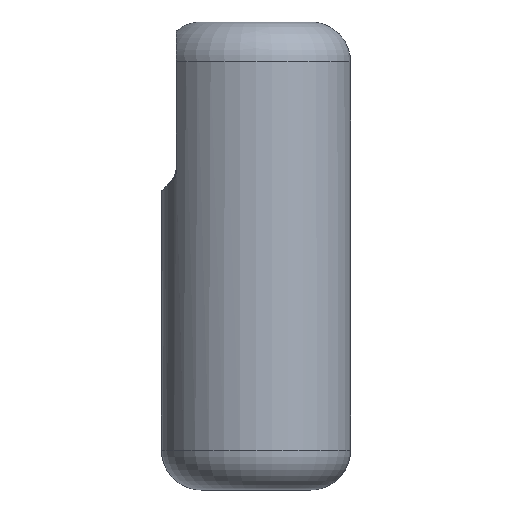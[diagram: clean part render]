
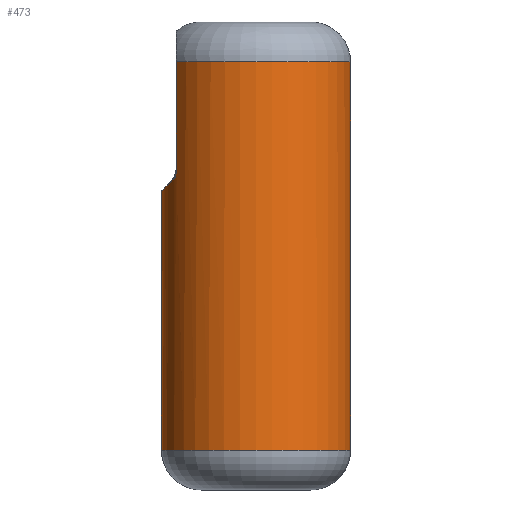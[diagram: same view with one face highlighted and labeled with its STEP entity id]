
A CAD part, left-side view. The second image highlights one B-rep face of the part: STEP entity #473.
In plain terms, the highlighted cylindrical face has radius 9.5 mm (diameter 19 mm), a full revolution.
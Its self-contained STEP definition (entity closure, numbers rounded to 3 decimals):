
#22=ELLIPSE('',#521,13.435,9.5);
#27=CYLINDRICAL_SURFACE('',#527,9.5);
#42=B_SPLINE_CURVE_WITH_KNOTS('',3,(#844,#845,#846,#847,#848,#849,#850,
#851,#852,#853,#854,#855,#856,#857,#858,#859,#860,#861),.UNSPECIFIED.,.F.,
 .F.,(4,2,2,2,2,2,2,2,4),(0.,0.051,0.081,0.094,
0.101,0.104,0.107,0.11,
0.111),.UNSPECIFIED.);
#43=B_SPLINE_CURVE_WITH_KNOTS('',3,(#864,#865,#866,#867,#868,#869,#870,
#871,#872,#873,#874,#875,#876,#877,#878,#879,#880,#881),.UNSPECIFIED.,.F.,
 .F.,(4,2,2,2,2,2,2,2,4),(0.,0.,0.003,
0.005,0.008,0.014,0.025,
0.05,0.094),.UNSPECIFIED.);
#44=B_SPLINE_CURVE_WITH_KNOTS('',3,(#897,#898,#899,#900,#901,#902,#903,
#904,#905,#906,#907,#908),.UNSPECIFIED.,.F.,.F.,(4,1,1,1,1,1,1,2,4),(0.,
0.354,0.531,0.707,0.884,
1.061,1.415,1.769,1.77),
 .UNSPECIFIED.);
#45=B_SPLINE_CURVE_WITH_KNOTS('',3,(#912,#913,#914,#915,#916,#917,#918,
#919,#920,#921),.UNSPECIFIED.,.F.,.F.,(4,2,1,1,1,1,4),(-0.002,
0.,0.354,0.707,1.061,1.415,
1.769),.UNSPECIFIED.);
#65=FACE_OUTER_BOUND('',#99,.T.);
#99=EDGE_LOOP('',(#349,#350,#351,#352,#353,#354,#355,#356,#357,#358,#359,
#360,#361,#362,#363,#364));
#130=LINE('',#754,#158);
#131=LINE('',#778,#159);
#133=LINE('',#891,#161);
#134=LINE('',#895,#162);
#135=LINE('',#923,#163);
#158=VECTOR('',#588,10.);
#159=VECTOR('',#589,10.);
#161=VECTOR('',#609,9.5);
#162=VECTOR('',#612,10.);
#163=VECTOR('',#615,10.);
#190=CIRCLE('',#525,9.5);
#191=CIRCLE('',#526,9.5);
#192=CIRCLE('',#528,9.5);
#193=CIRCLE('',#529,9.5);
#194=CIRCLE('',#530,9.5);
#218=VERTEX_POINT('',#739);
#219=VERTEX_POINT('',#740);
#220=VERTEX_POINT('',#753);
#221=VERTEX_POINT('',#755);
#223=VERTEX_POINT('',#843);
#224=VERTEX_POINT('',#862);
#226=VERTEX_POINT('',#885);
#227=VERTEX_POINT('',#890);
#228=VERTEX_POINT('',#892);
#229=VERTEX_POINT('',#894);
#230=VERTEX_POINT('',#896);
#231=VERTEX_POINT('',#909);
#232=VERTEX_POINT('',#911);
#233=VERTEX_POINT('',#922);
#260=EDGE_CURVE('',#220,#218,#130,.T.);
#262=EDGE_CURVE('',#219,#221,#131,.T.);
#265=EDGE_CURVE('',#223,#219,#42,.F.);
#266=EDGE_CURVE('',#224,#223,#22,.T.);
#267=EDGE_CURVE('',#224,#218,#43,.T.);
#270=EDGE_CURVE('',#226,#221,#190,.T.);
#271=EDGE_CURVE('',#220,#226,#191,.T.);
#272=EDGE_CURVE('',#226,#227,#133,.T.);
#273=EDGE_CURVE('',#228,#227,#192,.T.);
#274=EDGE_CURVE('',#228,#229,#134,.T.);
#275=EDGE_CURVE('',#230,#229,#44,.T.);
#276=EDGE_CURVE('',#231,#230,#193,.T.);
#277=EDGE_CURVE('',#232,#231,#45,.T.);
#278=EDGE_CURVE('',#233,#232,#135,.T.);
#279=EDGE_CURVE('',#227,#233,#194,.T.);
#349=ORIENTED_EDGE('',*,*,#262,.T.);
#350=ORIENTED_EDGE('',*,*,#270,.F.);
#351=ORIENTED_EDGE('',*,*,#272,.T.);
#352=ORIENTED_EDGE('',*,*,#273,.F.);
#353=ORIENTED_EDGE('',*,*,#274,.T.);
#354=ORIENTED_EDGE('',*,*,#275,.F.);
#355=ORIENTED_EDGE('',*,*,#276,.F.);
#356=ORIENTED_EDGE('',*,*,#277,.F.);
#357=ORIENTED_EDGE('',*,*,#278,.F.);
#358=ORIENTED_EDGE('',*,*,#279,.F.);
#359=ORIENTED_EDGE('',*,*,#272,.F.);
#360=ORIENTED_EDGE('',*,*,#271,.F.);
#361=ORIENTED_EDGE('',*,*,#260,.T.);
#362=ORIENTED_EDGE('',*,*,#267,.F.);
#363=ORIENTED_EDGE('',*,*,#266,.T.);
#364=ORIENTED_EDGE('',*,*,#265,.T.);
#473=ADVANCED_FACE('',(#65),#27,.T.);
#521=AXIS2_PLACEMENT_3D('',#863,#595,#596);
#525=AXIS2_PLACEMENT_3D('',#887,#603,#604);
#526=AXIS2_PLACEMENT_3D('',#888,#605,#606);
#527=AXIS2_PLACEMENT_3D('',#889,#607,#608);
#528=AXIS2_PLACEMENT_3D('',#893,#610,#611);
#529=AXIS2_PLACEMENT_3D('',#910,#613,#614);
#530=AXIS2_PLACEMENT_3D('',#924,#616,#617);
#588=DIRECTION('',(0.,0.,-1.));
#589=DIRECTION('',(0.,0.,1.));
#595=DIRECTION('center_axis',(0.,-0.707,-0.707));
#596=DIRECTION('ref_axis',(0.,-0.707,0.707));
#603=DIRECTION('center_axis',(0.,0.,1.));
#604=DIRECTION('ref_axis',(1.,0.,0.));
#605=DIRECTION('center_axis',(0.,0.,1.));
#606=DIRECTION('ref_axis',(1.,0.,0.));
#607=DIRECTION('center_axis',(0.,0.,1.));
#608=DIRECTION('ref_axis',(1.,0.,0.));
#609=DIRECTION('',(0.,0.,-1.));
#610=DIRECTION('center_axis',(0.,0.,-1.));
#611=DIRECTION('ref_axis',(-1.,0.,0.));
#612=DIRECTION('',(0.,0.,1.));
#613=DIRECTION('center_axis',(0.,0.,-1.));
#614=DIRECTION('ref_axis',(1.,0.,0.));
#615=DIRECTION('',(0.,0.,1.));
#616=DIRECTION('center_axis',(0.,0.,-1.));
#617=DIRECTION('ref_axis',(-1.,0.,0.));
#739=CARTESIAN_POINT('',(-5.123,8.,32.128));
#740=CARTESIAN_POINT('',(5.123,8.,32.128));
#753=CARTESIAN_POINT('',(-5.123,8.,43.));
#754=CARTESIAN_POINT('',(-5.123,8.,0.));
#755=CARTESIAN_POINT('',(5.123,8.,43.));
#778=CARTESIAN_POINT('',(5.123,8.,0.));
#843=CARTESIAN_POINT('',(4.775,8.213,31.287));
#844=CARTESIAN_POINT('Ctrl Pts',(5.123,8.,32.128));
#845=CARTESIAN_POINT('Ctrl Pts',(5.123,8.,31.957));
#846=CARTESIAN_POINT('Ctrl Pts',(5.096,8.017,31.8));
#847=CARTESIAN_POINT('Ctrl Pts',(5.021,8.065,31.587));
#848=CARTESIAN_POINT('Ctrl Pts',(4.984,8.088,31.511));
#849=CARTESIAN_POINT('Ctrl Pts',(4.918,8.128,31.417));
#850=CARTESIAN_POINT('Ctrl Pts',(4.896,8.141,31.39));
#851=CARTESIAN_POINT('Ctrl Pts',(4.861,8.162,31.354));
#852=CARTESIAN_POINT('Ctrl Pts',(4.849,8.169,31.342));
#853=CARTESIAN_POINT('Ctrl Pts',(4.83,8.181,31.326));
#854=CARTESIAN_POINT('Ctrl Pts',(4.823,8.184,31.32));
#855=CARTESIAN_POINT('Ctrl Pts',(4.81,8.192,31.31));
#856=CARTESIAN_POINT('Ctrl Pts',(4.803,8.196,31.305));
#857=CARTESIAN_POINT('Ctrl Pts',(4.79,8.204,31.296));
#858=CARTESIAN_POINT('Ctrl Pts',(4.783,8.208,31.292));
#859=CARTESIAN_POINT('Ctrl Pts',(4.776,8.212,31.288));
#860=CARTESIAN_POINT('Ctrl Pts',(4.775,8.213,31.287));
#861=CARTESIAN_POINT('Ctrl Pts',(4.775,8.213,31.287));
#862=CARTESIAN_POINT('',(-4.775,8.213,31.287));
#863=CARTESIAN_POINT('Origin',(0.,0.,39.5));
#864=CARTESIAN_POINT('Ctrl Pts',(-4.775,8.213,31.287));
#865=CARTESIAN_POINT('Ctrl Pts',(-4.775,8.213,31.287));
#866=CARTESIAN_POINT('Ctrl Pts',(-4.776,8.212,31.288));
#867=CARTESIAN_POINT('Ctrl Pts',(-4.783,8.208,31.292));
#868=CARTESIAN_POINT('Ctrl Pts',(-4.79,8.204,31.296));
#869=CARTESIAN_POINT('Ctrl Pts',(-4.803,8.196,31.305));
#870=CARTESIAN_POINT('Ctrl Pts',(-4.81,8.192,31.31));
#871=CARTESIAN_POINT('Ctrl Pts',(-4.823,8.184,31.32));
#872=CARTESIAN_POINT('Ctrl Pts',(-4.83,8.181,31.326));
#873=CARTESIAN_POINT('Ctrl Pts',(-4.849,8.169,31.342));
#874=CARTESIAN_POINT('Ctrl Pts',(-4.861,8.162,31.354));
#875=CARTESIAN_POINT('Ctrl Pts',(-4.896,8.141,31.39));
#876=CARTESIAN_POINT('Ctrl Pts',(-4.918,8.128,31.417));
#877=CARTESIAN_POINT('Ctrl Pts',(-4.984,8.088,31.511));
#878=CARTESIAN_POINT('Ctrl Pts',(-5.021,8.065,31.587));
#879=CARTESIAN_POINT('Ctrl Pts',(-5.096,8.017,31.8));
#880=CARTESIAN_POINT('Ctrl Pts',(-5.123,8.,31.957));
#881=CARTESIAN_POINT('Ctrl Pts',(-5.123,8.,32.128));
#885=CARTESIAN_POINT('',(-9.5,0.,43.));
#887=CARTESIAN_POINT('Origin',(0.,0.,43.));
#888=CARTESIAN_POINT('Origin',(0.,0.,43.));
#889=CARTESIAN_POINT('Origin',(0.,0.,0.));
#890=CARTESIAN_POINT('',(-9.5,0.,4.));
#891=CARTESIAN_POINT('',(-9.5,0.,0.));
#892=CARTESIAN_POINT('',(0.,-9.5,4.));
#893=CARTESIAN_POINT('Origin',(0.,0.,4.));
#894=CARTESIAN_POINT('',(0.,-9.5,15.));
#895=CARTESIAN_POINT('',(0.,-9.5,0.));
#896=CARTESIAN_POINT('',(8.676,-3.87,23.));
#897=CARTESIAN_POINT('Ctrl Pts',(8.676,-3.87,23.));
#898=CARTESIAN_POINT('Ctrl Pts',(8.338,-4.628,23.));
#899=CARTESIAN_POINT('Ctrl Pts',(7.679,-5.693,22.672));
#900=CARTESIAN_POINT('Ctrl Pts',(6.617,-6.849,21.832));
#901=CARTESIAN_POINT('Ctrl Pts',(5.754,-7.586,21.054));
#902=CARTESIAN_POINT('Ctrl Pts',(4.856,-8.188,20.179));
#903=CARTESIAN_POINT('Ctrl Pts',(3.601,-8.839,18.898));
#904=CARTESIAN_POINT('Ctrl Pts',(1.99,-9.36,17.177));
#905=CARTESIAN_POINT('Ctrl Pts',(0.667,-9.499,15.73));
#906=CARTESIAN_POINT('Ctrl Pts',(0.006,-9.5,
15.007));
#907=CARTESIAN_POINT('Ctrl Pts',(0.003,-9.5,15.003));
#908=CARTESIAN_POINT('Ctrl Pts',(0.,-9.5,15.));
#909=CARTESIAN_POINT('',(8.676,3.87,23.));
#910=CARTESIAN_POINT('Origin',(0.,0.,23.));
#911=CARTESIAN_POINT('',(0.,9.5,15.));
#912=CARTESIAN_POINT('Ctrl Pts',(0.,9.5,15.));
#913=CARTESIAN_POINT('Ctrl Pts',(0.003,9.5,15.003));
#914=CARTESIAN_POINT('Ctrl Pts',(0.006,9.5,15.007));
#915=CARTESIAN_POINT('Ctrl Pts',(0.667,9.499,15.73));
#916=CARTESIAN_POINT('Ctrl Pts',(1.987,9.362,17.174));
#917=CARTESIAN_POINT('Ctrl Pts',(3.927,8.732,19.246));
#918=CARTESIAN_POINT('Ctrl Pts',(5.778,7.648,21.106));
#919=CARTESIAN_POINT('Ctrl Pts',(7.458,6.048,22.561));
#920=CARTESIAN_POINT('Ctrl Pts',(8.338,4.628,23.));
#921=CARTESIAN_POINT('Ctrl Pts',(8.676,3.87,23.));
#922=CARTESIAN_POINT('',(0.,9.5,4.));
#923=CARTESIAN_POINT('',(0.,9.5,0.));
#924=CARTESIAN_POINT('Origin',(0.,0.,4.));
